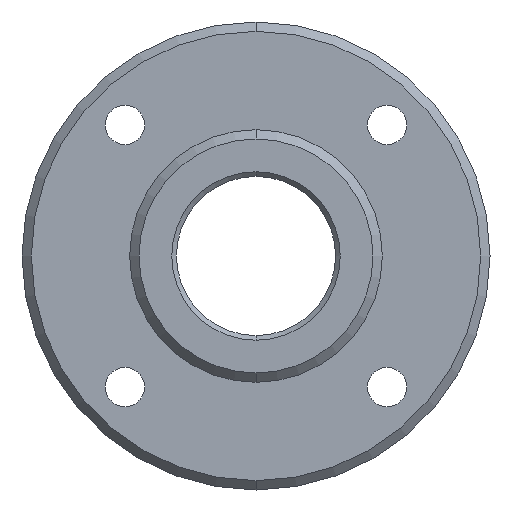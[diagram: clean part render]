
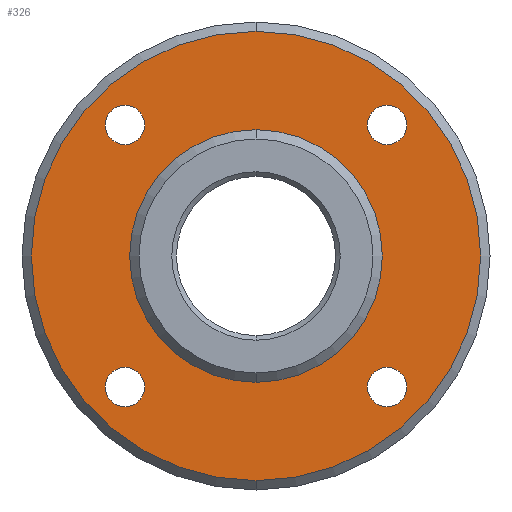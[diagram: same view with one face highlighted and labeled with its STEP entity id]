
A CAD part, front view. The second image highlights one B-rep face of the part: STEP entity #326.
In plain terms, the highlighted planar face has unit normal (0, -1, 0).
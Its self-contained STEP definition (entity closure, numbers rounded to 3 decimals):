
#30 = AXIS2_PLACEMENT_3D ( 'NONE', #917, #482, #705 ) ;
#34 = CIRCLE ( 'NONE', #589, 2.1 ) ;
#36 = AXIS2_PLACEMENT_3D ( 'NONE', #776, #115, #265 ) ;
#41 = DIRECTION ( 'NONE',  ( 0., 0., 1. ) ) ;
#45 = DIRECTION ( 'NONE',  ( 0., 0., 1. ) ) ;
#46 = CARTESIAN_POINT ( 'NONE',  ( 0., 8., -13.5 ) ) ;
#48 = FACE_OUTER_BOUND ( 'NONE', #661, .T. ) ;
#68 = ORIENTED_EDGE ( 'NONE', *, *, #135, .T. ) ;
#74 = CIRCLE ( 'NONE', #597, 24. ) ;
#81 = VERTEX_POINT ( 'NONE', #269 ) ;
#89 = DIRECTION ( 'NONE',  ( 0., 1., 0. ) ) ;
#104 = VERTEX_POINT ( 'NONE', #549 ) ;
#110 = CARTESIAN_POINT ( 'NONE',  ( 14., 8., -14. ) ) ;
#113 = CARTESIAN_POINT ( 'NONE',  ( 14., 8., 14. ) ) ;
#114 = CIRCLE ( 'NONE', #941, 2.1 ) ;
#115 = DIRECTION ( 'NONE',  ( 0., 1., 0. ) ) ;
#116 = VERTEX_POINT ( 'NONE', #779 ) ;
#120 = CARTESIAN_POINT ( 'NONE',  ( 14., 8., 16.1 ) ) ;
#121 = DIRECTION ( 'NONE',  ( 0., 1., 0. ) ) ;
#122 = DIRECTION ( 'NONE',  ( 0., 0., 1. ) ) ;
#128 = CARTESIAN_POINT ( 'NONE',  ( 14., 8., 11.9 ) ) ;
#134 = CARTESIAN_POINT ( 'NONE',  ( 14., 8., -14. ) ) ;
#135 = EDGE_CURVE ( 'NONE', #189, #81, #259, .T. ) ;
#136 = ORIENTED_EDGE ( 'NONE', *, *, #325, .T. ) ;
#141 = CARTESIAN_POINT ( 'NONE',  ( -14., 8., -11.9 ) ) ;
#145 = CIRCLE ( 'NONE', #36, 2.1 ) ;
#148 = ORIENTED_EDGE ( 'NONE', *, *, #740, .F. ) ;
#152 = CIRCLE ( 'NONE', #286, 2.1 ) ;
#176 = EDGE_LOOP ( 'NONE', ( #631, #148 ) ) ;
#181 = DIRECTION ( 'NONE',  ( 0., 1., 0. ) ) ;
#189 = VERTEX_POINT ( 'NONE', #560 ) ;
#193 = CARTESIAN_POINT ( 'NONE',  ( -25., 8., 0. ) ) ;
#195 = AXIS2_PLACEMENT_3D ( 'NONE', #134, #415, #358 ) ;
#202 = CARTESIAN_POINT ( 'NONE',  ( 0., 8., 0. ) ) ;
#220 = DIRECTION ( 'NONE',  ( 0., 0., 1. ) ) ;
#233 = CARTESIAN_POINT ( 'NONE',  ( 0., 8., 0. ) ) ;
#245 = CIRCLE ( 'NONE', #276, 2.1 ) ;
#256 = CIRCLE ( 'NONE', #619, 2.1 ) ;
#259 = CIRCLE ( 'NONE', #195, 2.1 ) ;
#261 = ORIENTED_EDGE ( 'NONE', *, *, #479, .T. ) ;
#263 = DIRECTION ( 'NONE',  ( 0., 1., 0. ) ) ;
#265 = DIRECTION ( 'NONE',  ( 0., 0., 1. ) ) ;
#266 = CARTESIAN_POINT ( 'NONE',  ( 0., 8., -24. ) ) ;
#268 = FACE_BOUND ( 'NONE', #949, .T. ) ;
#269 = CARTESIAN_POINT ( 'NONE',  ( 14., 8., -16.1 ) ) ;
#276 = AXIS2_PLACEMENT_3D ( 'NONE', #113, #181, #609 ) ;
#282 = EDGE_CURVE ( 'NONE', #700, #104, #145, .T. ) ;
#286 = AXIS2_PLACEMENT_3D ( 'NONE', #635, #630, #122 ) ;
#301 = EDGE_CURVE ( 'NONE', #324, #704, #74, .T. ) ;
#306 = CIRCLE ( 'NONE', #348, 13.5 ) ;
#313 = DIRECTION ( 'NONE',  ( 0., 0., 1. ) ) ;
#314 = ORIENTED_EDGE ( 'NONE', *, *, #867, .T. ) ;
#324 = VERTEX_POINT ( 'NONE', #266 ) ;
#325 = EDGE_CURVE ( 'NONE', #116, #355, #256, .T. ) ;
#326 = ADVANCED_FACE ( 'NONE', ( #48, #899, #923, #491, #268, #637 ), #338, .F. ) ;
#338 = PLANE ( 'NONE',  #767 ) ;
#348 = AXIS2_PLACEMENT_3D ( 'NONE', #233, #873, #670 ) ;
#350 = CARTESIAN_POINT ( 'NONE',  ( -14., 8., 16.1 ) ) ;
#355 = VERTEX_POINT ( 'NONE', #350 ) ;
#358 = DIRECTION ( 'NONE',  ( 0., 0., 1. ) ) ;
#369 = CARTESIAN_POINT ( 'NONE',  ( 14., 8., 14. ) ) ;
#395 = EDGE_CURVE ( 'NONE', #608, #554, #114, .T. ) ;
#399 = DIRECTION ( 'NONE',  ( 0., -1., 0. ) ) ;
#400 = EDGE_LOOP ( 'NONE', ( #261, #532 ) ) ;
#403 = ORIENTED_EDGE ( 'NONE', *, *, #494, .T. ) ;
#415 = DIRECTION ( 'NONE',  ( 0., 1., 0. ) ) ;
#470 = CIRCLE ( 'NONE', #30, 24. ) ;
#479 = EDGE_CURVE ( 'NONE', #554, #608, #245, .T. ) ;
#482 = DIRECTION ( 'NONE',  ( 0., -1., 0. ) ) ;
#489 = AXIS2_PLACEMENT_3D ( 'NONE', #110, #263, #905 ) ;
#491 = FACE_BOUND ( 'NONE', #400, .T. ) ;
#494 = EDGE_CURVE ( 'NONE', #81, #189, #727, .T. ) ;
#532 = ORIENTED_EDGE ( 'NONE', *, *, #395, .T. ) ;
#549 = CARTESIAN_POINT ( 'NONE',  ( -14., 8., -16.1 ) ) ;
#554 = VERTEX_POINT ( 'NONE', #120 ) ;
#555 = AXIS2_PLACEMENT_3D ( 'NONE', #828, #399, #616 ) ;
#560 = CARTESIAN_POINT ( 'NONE',  ( 14., 8., -11.9 ) ) ;
#568 = EDGE_CURVE ( 'NONE', #104, #700, #152, .T. ) ;
#586 = EDGE_CURVE ( 'NONE', #704, #324, #470, .T. ) ;
#589 = AXIS2_PLACEMENT_3D ( 'NONE', #755, #89, #313 ) ;
#592 = EDGE_LOOP ( 'NONE', ( #68, #403 ) ) ;
#597 = AXIS2_PLACEMENT_3D ( 'NONE', #202, #623, #41 ) ;
#606 = VERTEX_POINT ( 'NONE', #46 ) ;
#608 = VERTEX_POINT ( 'NONE', #128 ) ;
#609 = DIRECTION ( 'NONE',  ( 0., 0., 1. ) ) ;
#616 = DIRECTION ( 'NONE',  ( 0., 0., -1. ) ) ;
#619 = AXIS2_PLACEMENT_3D ( 'NONE', #703, #121, #45 ) ;
#623 = DIRECTION ( 'NONE',  ( 0., -1., 0. ) ) ;
#630 = DIRECTION ( 'NONE',  ( 0., 1., 0. ) ) ;
#631 = ORIENTED_EDGE ( 'NONE', *, *, #911, .F. ) ;
#635 = CARTESIAN_POINT ( 'NONE',  ( -14., 8., -14. ) ) ;
#637 = FACE_BOUND ( 'NONE', #176, .T. ) ;
#661 = EDGE_LOOP ( 'NONE', ( #940, #939 ) ) ;
#665 = DIRECTION ( 'NONE',  ( 0., 1., 0. ) ) ;
#666 = ORIENTED_EDGE ( 'NONE', *, *, #282, .T. ) ;
#668 = CARTESIAN_POINT ( 'NONE',  ( 0., 8., 13.5 ) ) ;
#670 = DIRECTION ( 'NONE',  ( 0., 0., -1. ) ) ;
#700 = VERTEX_POINT ( 'NONE', #141 ) ;
#703 = CARTESIAN_POINT ( 'NONE',  ( -14., 8., 14. ) ) ;
#704 = VERTEX_POINT ( 'NONE', #801 ) ;
#705 = DIRECTION ( 'NONE',  ( 0., 0., 1. ) ) ;
#727 = CIRCLE ( 'NONE', #489, 2.1 ) ;
#740 = EDGE_CURVE ( 'NONE', #824, #606, #306, .T. ) ;
#755 = CARTESIAN_POINT ( 'NONE',  ( -14., 8., 14. ) ) ;
#767 = AXIS2_PLACEMENT_3D ( 'NONE', #193, #847, #771 ) ;
#771 = DIRECTION ( 'NONE',  ( 0., 0., 1. ) ) ;
#776 = CARTESIAN_POINT ( 'NONE',  ( -14., 8., -14. ) ) ;
#779 = CARTESIAN_POINT ( 'NONE',  ( -14., 8., 11.9 ) ) ;
#801 = CARTESIAN_POINT ( 'NONE',  ( 0., 8., 24. ) ) ;
#815 = EDGE_LOOP ( 'NONE', ( #666, #842 ) ) ;
#824 = VERTEX_POINT ( 'NONE', #668 ) ;
#828 = CARTESIAN_POINT ( 'NONE',  ( 0., 8., 0. ) ) ;
#842 = ORIENTED_EDGE ( 'NONE', *, *, #568, .T. ) ;
#847 = DIRECTION ( 'NONE',  ( 0., 1., 0. ) ) ;
#867 = EDGE_CURVE ( 'NONE', #355, #116, #34, .T. ) ;
#873 = DIRECTION ( 'NONE',  ( 0., -1., 0. ) ) ;
#887 = CIRCLE ( 'NONE', #555, 13.5 ) ;
#899 = FACE_BOUND ( 'NONE', #815, .T. ) ;
#905 = DIRECTION ( 'NONE',  ( 0., 0., 1. ) ) ;
#911 = EDGE_CURVE ( 'NONE', #606, #824, #887, .T. ) ;
#917 = CARTESIAN_POINT ( 'NONE',  ( 0., 8., 0. ) ) ;
#923 = FACE_BOUND ( 'NONE', #592, .T. ) ;
#939 = ORIENTED_EDGE ( 'NONE', *, *, #301, .T. ) ;
#940 = ORIENTED_EDGE ( 'NONE', *, *, #586, .T. ) ;
#941 = AXIS2_PLACEMENT_3D ( 'NONE', #369, #665, #220 ) ;
#949 = EDGE_LOOP ( 'NONE', ( #314, #136 ) ) ;
